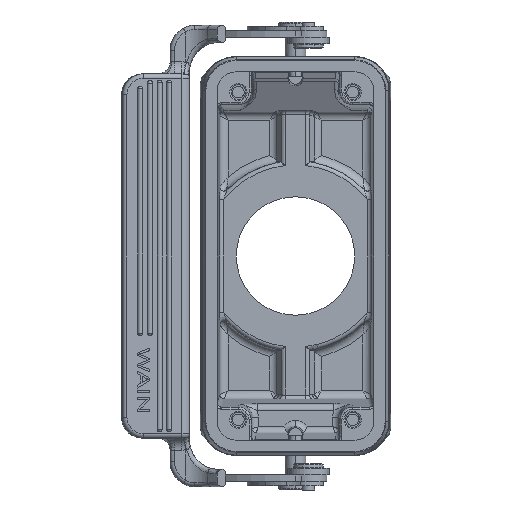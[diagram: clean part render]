
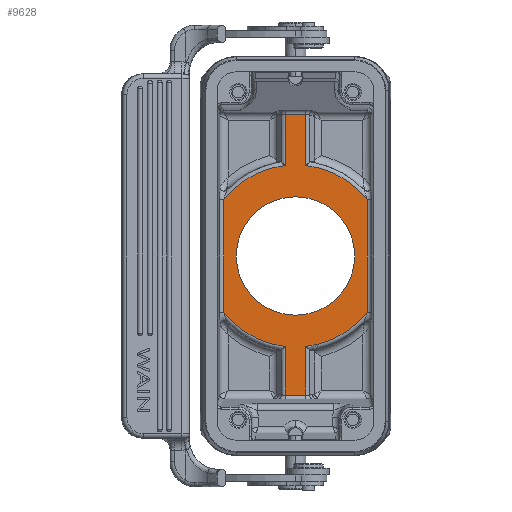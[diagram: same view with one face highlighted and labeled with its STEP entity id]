
A CAD part, front view. The second image highlights one B-rep face of the part: STEP entity #9628.
In plain terms, the highlighted planar face has unit normal (0, -1, 0).
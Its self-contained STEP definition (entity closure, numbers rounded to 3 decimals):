
#8177=PLANE('',#34527);
#8458=FACE_BOUND('',#13351,.T.);
#8459=FACE_BOUND('',#13352,.T.);
#9628=ADVANCED_FACE('',(#8458,#8459),#8177,.F.);
#13351=EDGE_LOOP('',(#20042,#20043));
#13352=EDGE_LOOP('',(#20044,#20045,#20046,#20047,#20048,#20049,#20050,#20051,
#20052,#20053,#20054,#20055));
#14142=CIRCLE('',#33803,14.);
#14365=CIRCLE('',#34364,14.);
#14410=CIRCLE('',#34484,21.551);
#14413=CIRCLE('',#34504,21.551);
#14416=CIRCLE('',#34516,21.551);
#14419=CIRCLE('',#34526,21.551);
#20042=ORIENTED_EDGE('',*,*,#27044,.T.);
#20043=ORIENTED_EDGE('',*,*,#27975,.T.);
#20044=ORIENTED_EDGE('',*,*,#28225,.T.);
#20045=ORIENTED_EDGE('',*,*,#28212,.T.);
#20046=ORIENTED_EDGE('',*,*,#28207,.F.);
#20047=ORIENTED_EDGE('',*,*,#28008,.T.);
#20048=ORIENTED_EDGE('',*,*,#28308,.F.);
#20049=ORIENTED_EDGE('',*,*,#27984,.T.);
#20050=ORIENTED_EDGE('',*,*,#28309,.T.);
#20051=ORIENTED_EDGE('',*,*,#28272,.T.);
#20052=ORIENTED_EDGE('',*,*,#28267,.F.);
#20053=ORIENTED_EDGE('',*,*,#28292,.T.);
#20054=ORIENTED_EDGE('',*,*,#28298,.F.);
#20055=ORIENTED_EDGE('',*,*,#28307,.T.);
#23889=VERTEX_POINT('',#48648);
#23890=VERTEX_POINT('',#48650);
#24488=VERTEX_POINT('',#52809);
#24489=VERTEX_POINT('',#52811);
#24504=VERTEX_POINT('',#53364);
#24506=VERTEX_POINT('',#53586);
#24632=VERTEX_POINT('',#55648);
#24635=VERTEX_POINT('',#55666);
#24640=VERTEX_POINT('',#55813);
#24670=VERTEX_POINT('',#56624);
#24671=VERTEX_POINT('',#56626);
#24674=VERTEX_POINT('',#56644);
#24683=VERTEX_POINT('',#57264);
#24686=VERTEX_POINT('',#57503);
#27044=EDGE_CURVE('',#23890,#23889,#14142,.T.);
#27975=EDGE_CURVE('',#23889,#23890,#14365,.T.);
#27984=EDGE_CURVE('',#24489,#24488,#30704,.T.);
#28008=EDGE_CURVE('',#24506,#24504,#30708,.T.);
#28207=EDGE_CURVE('',#24506,#24632,#14410,.T.);
#28212=EDGE_CURVE('',#24635,#24632,#30766,.T.);
#28225=EDGE_CURVE('',#24640,#24635,#30771,.T.);
#28267=EDGE_CURVE('',#24670,#24671,#14413,.T.);
#28272=EDGE_CURVE('',#24674,#24671,#30780,.T.);
#28292=EDGE_CURVE('',#24670,#24683,#30787,.T.);
#28298=EDGE_CURVE('',#24686,#24683,#14416,.T.);
#28307=EDGE_CURVE('',#24686,#24640,#30791,.T.);
#28308=EDGE_CURVE('',#24489,#24504,#14419,.T.);
#28309=EDGE_CURVE('',#24488,#24674,#30792,.T.);
#30704=LINE('',#52810,#32477);
#30708=LINE('',#53585,#32481);
#30766=LINE('',#55668,#32539);
#30771=LINE('',#55812,#32544);
#30780=LINE('',#56646,#32553);
#30787=LINE('',#57265,#32560);
#30791=LINE('',#57539,#32564);
#30792=LINE('',#57542,#32565);
#32477=VECTOR('',#39306,1.);
#32481=VECTOR('',#39320,1.);
#32539=VECTOR('',#39606,1.);
#32544=VECTOR('',#39625,1.);
#32553=VECTOR('',#39660,1.);
#32560=VECTOR('',#39683,1.);
#32564=VECTOR('',#39709,1.);
#32565=VECTOR('',#39714,1.);
#33803=AXIS2_PLACEMENT_3D('',#48649,#37640,#37641);
#34364=AXIS2_PLACEMENT_3D('',#52776,#39297,#39298);
#34484=AXIS2_PLACEMENT_3D('',#55647,#39601,#39602);
#34504=AXIS2_PLACEMENT_3D('',#56625,#39655,#39656);
#34516=AXIS2_PLACEMENT_3D('',#57504,#39688,#39689);
#34526=AXIS2_PLACEMENT_3D('',#57541,#39712,#39713);
#34527=AXIS2_PLACEMENT_3D('',#57543,#39715,#39716);
#37640=DIRECTION('',(0.,1.,0.));
#37641=DIRECTION('',(1.,0.,0.));
#39297=DIRECTION('',(0.,1.,0.));
#39298=DIRECTION('',(-1.,0.,0.));
#39306=DIRECTION('',(0.,0.,1.));
#39320=DIRECTION('',(0.,0.,1.));
#39601=DIRECTION('',(0.,1.,0.));
#39602=DIRECTION('',(0.788,0.,-0.616));
#39606=DIRECTION('',(0.,0.,1.));
#39625=DIRECTION('',(1.,0.,0.));
#39655=DIRECTION('',(0.,1.,0.));
#39656=DIRECTION('',(-0.788,0.,0.616));
#39660=DIRECTION('',(0.,0.,-1.));
#39683=DIRECTION('',(0.,0.,-1.));
#39688=DIRECTION('',(0.,1.,0.));
#39689=DIRECTION('',(-0.114,0.,-0.993));
#39709=DIRECTION('',(0.,0.,-1.));
#39712=DIRECTION('',(0.,1.,0.));
#39713=DIRECTION('',(0.114,0.,0.993));
#39714=DIRECTION('',(-1.,0.,0.));
#39715=DIRECTION('',(0.,1.,0.));
#39716=DIRECTION('',(0.,0.,-1.));
#48648=CARTESIAN_POINT('',(-14.,15.415,0.));
#48649=CARTESIAN_POINT('',(0.,15.415,0.));
#48650=CARTESIAN_POINT('',(14.,15.415,0.));
#52776=CARTESIAN_POINT('',(0.,15.415,0.));
#52809=CARTESIAN_POINT('',(2.465,15.415,33.528));
#52810=CARTESIAN_POINT('',(2.465,15.415,21.41));
#52811=CARTESIAN_POINT('',(2.465,15.415,21.41));
#53364=CARTESIAN_POINT('',(16.978,15.415,13.274));
#53585=CARTESIAN_POINT('',(16.978,15.415,-13.274));
#53586=CARTESIAN_POINT('',(16.978,15.415,-13.274));
#55647=CARTESIAN_POINT('',(0.,15.415,0.));
#55648=CARTESIAN_POINT('',(2.465,15.415,-21.41));
#55666=CARTESIAN_POINT('',(2.465,15.415,-32.897));
#55668=CARTESIAN_POINT('',(2.465,15.415,-32.897));
#55812=CARTESIAN_POINT('',(-2.465,15.415,-32.897));
#55813=CARTESIAN_POINT('',(-2.465,15.415,-32.897));
#56624=CARTESIAN_POINT('',(-16.978,15.415,13.274));
#56625=CARTESIAN_POINT('',(0.,15.415,0.));
#56626=CARTESIAN_POINT('',(-2.465,15.415,21.41));
#56644=CARTESIAN_POINT('',(-2.465,15.415,33.528));
#56646=CARTESIAN_POINT('',(-2.465,15.415,33.528));
#57264=CARTESIAN_POINT('',(-16.978,15.415,-13.274));
#57265=CARTESIAN_POINT('',(-16.978,15.415,13.274));
#57503=CARTESIAN_POINT('',(-2.465,15.415,-21.41));
#57504=CARTESIAN_POINT('',(0.,15.415,0.));
#57539=CARTESIAN_POINT('',(-2.465,15.415,-21.41));
#57541=CARTESIAN_POINT('',(0.,15.415,0.));
#57542=CARTESIAN_POINT('',(2.465,15.415,33.528));
#57543=CARTESIAN_POINT('',(0.,15.415,0.315));
